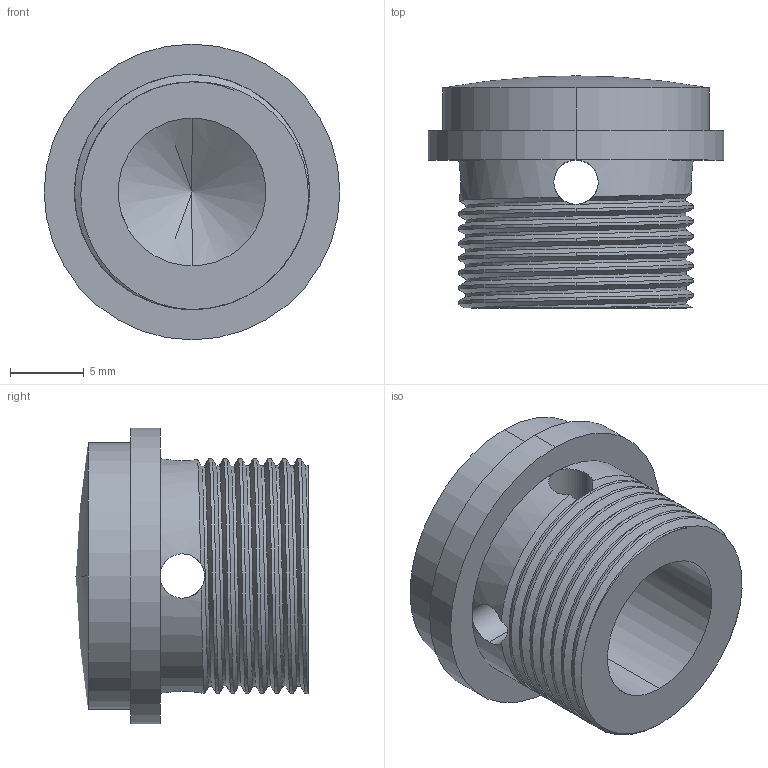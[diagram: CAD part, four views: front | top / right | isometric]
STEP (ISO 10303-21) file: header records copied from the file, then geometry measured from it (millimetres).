
FILE_DESCRIPTION (( 'STEP AP214' ), '1' );
FILE_NAME ('23-03-24 BUZE VIS.STEP', '2023-03-24T21:53:04', ( '' ), ( '' ), 'SwSTEP 2.0', 'SolidWorks 2022', '' );
FILE_SCHEMA (( 'AUTOMOTIVE_DESIGN' ));
Length unit declared in the file: millimetre
Products named in the file (1): 23-03-24 BUZE VIS
Bounding box: 20 x 15.7 x 20 mm (x, y, z)
Volume: 2412 mm3; surface area: 1984.6 mm2
Topology: 1 solids, 1 shells, 47 faces, 144 edges, 92 vertices
Faces by surface type: cylinder 33, bspline 7, plane 3, cone 2, sphere 2
Entity records: 4419 total; most frequent: CARTESIAN_POINT 3326, ORIENTED_EDGE 282, DIRECTION 158, EDGE_CURVE 141, VERTEX_POINT 91, AXIS2_PLACEMENT_3D 64, EDGE_LOOP 50, B_SPLINE_CURVE_WITH_KNOTS 49
